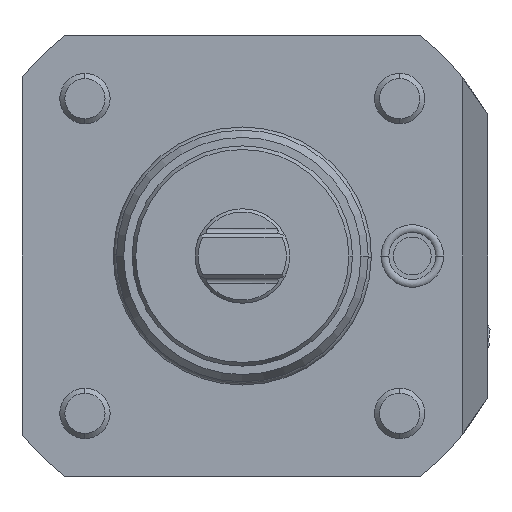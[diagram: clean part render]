
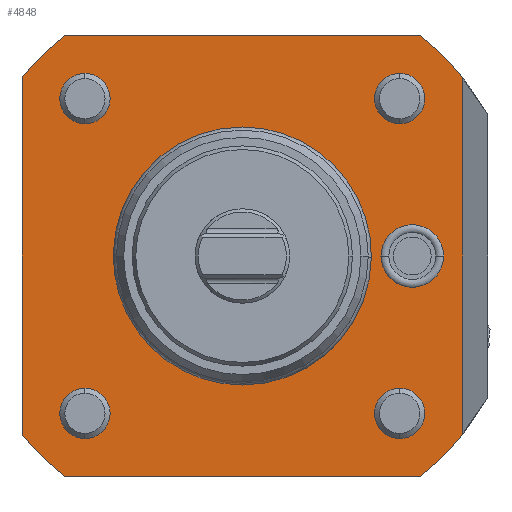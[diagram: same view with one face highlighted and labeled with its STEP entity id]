
A CAD part, front view. The second image highlights one B-rep face of the part: STEP entity #4848.
In plain terms, the highlighted planar face has unit normal (0, -1, 0).
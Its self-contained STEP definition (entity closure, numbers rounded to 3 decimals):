
#1=DIRECTION('',(0.,0.,-1.));
#2=VECTOR('',#1,56.569);
#3=CARTESIAN_POINT('',(35.,0.,28.284));
#4=LINE('',#3,#2);
#5=CARTESIAN_POINT('',(0.,0.,0.));
#6=DIRECTION('',(0.,-1.,0.));
#7=DIRECTION('',(0.629,0.,-0.778));
#8=AXIS2_PLACEMENT_3D('',#5,#6,#7);
#10=DIRECTION('',(1.,0.,0.));
#11=VECTOR('',#10,56.569);
#12=CARTESIAN_POINT('',(-28.284,0.,-35.));
#13=LINE('',#12,#11);
#14=CARTESIAN_POINT('',(0.,0.,0.));
#15=DIRECTION('',(0.,-1.,0.));
#16=DIRECTION('',(-0.778,0.,-0.629));
#17=AXIS2_PLACEMENT_3D('',#14,#15,#16);
#19=DIRECTION('',(0.,0.,-1.));
#20=VECTOR('',#19,56.569);
#21=CARTESIAN_POINT('',(-35.,0.,28.284));
#22=LINE('',#21,#20);
#23=CARTESIAN_POINT('',(0.,0.,0.));
#24=DIRECTION('',(0.,-1.,0.));
#25=DIRECTION('',(-0.629,0.,0.778));
#26=AXIS2_PLACEMENT_3D('',#23,#24,#25);
#28=DIRECTION('',(-1.,0.,0.));
#29=VECTOR('',#28,56.569);
#30=CARTESIAN_POINT('',(28.284,0.,35.));
#31=LINE('',#30,#29);
#32=CARTESIAN_POINT('',(0.,0.,0.));
#33=DIRECTION('',(0.,-1.,0.));
#34=DIRECTION('',(0.778,0.,0.629));
#35=AXIS2_PLACEMENT_3D('',#32,#33,#34);
#3276=CARTESIAN_POINT('',(-25.,0.,-25.));
#3277=DIRECTION('',(0.,1.,0.));
#3278=DIRECTION('',(0.,0.,-1.));
#3279=AXIS2_PLACEMENT_3D('',#3276,#3277,#3278);
#3281=CARTESIAN_POINT('',(-25.,0.,-25.));
#3282=DIRECTION('',(0.,1.,0.));
#3283=DIRECTION('',(0.,0.,1.));
#3284=AXIS2_PLACEMENT_3D('',#3281,#3282,#3283);
#3322=CARTESIAN_POINT('',(25.,0.,-25.));
#3323=DIRECTION('',(0.,1.,0.));
#3324=DIRECTION('',(0.,0.,-1.));
#3325=AXIS2_PLACEMENT_3D('',#3322,#3323,#3324);
#3327=CARTESIAN_POINT('',(25.,0.,-25.));
#3328=DIRECTION('',(0.,1.,0.));
#3329=DIRECTION('',(0.,0.,1.));
#3330=AXIS2_PLACEMENT_3D('',#3327,#3328,#3329);
#3368=CARTESIAN_POINT('',(25.,0.,25.));
#3369=DIRECTION('',(0.,1.,0.));
#3370=DIRECTION('',(0.,0.,-1.));
#3371=AXIS2_PLACEMENT_3D('',#3368,#3369,#3370);
#3373=CARTESIAN_POINT('',(25.,0.,25.));
#3374=DIRECTION('',(0.,1.,0.));
#3375=DIRECTION('',(0.,0.,1.));
#3376=AXIS2_PLACEMENT_3D('',#3373,#3374,#3375);
#3414=CARTESIAN_POINT('',(-25.,0.,25.));
#3415=DIRECTION('',(0.,1.,0.));
#3416=DIRECTION('',(0.,0.,-1.));
#3417=AXIS2_PLACEMENT_3D('',#3414,#3415,#3416);
#3419=CARTESIAN_POINT('',(-25.,0.,25.));
#3420=DIRECTION('',(0.,1.,0.));
#3421=DIRECTION('',(0.,0.,1.));
#3422=AXIS2_PLACEMENT_3D('',#3419,#3420,#3421);
#3465=CARTESIAN_POINT('',(27.,0.,0.));
#3466=DIRECTION('',(0.,1.,0.));
#3467=DIRECTION('',(-1.,0.,0.));
#3468=AXIS2_PLACEMENT_3D('',#3465,#3466,#3467);
#3490=CARTESIAN_POINT('',(27.,0.,0.));
#3491=DIRECTION('',(0.,1.,0.));
#3492=DIRECTION('',(1.,0.,0.));
#3493=AXIS2_PLACEMENT_3D('',#3490,#3491,#3492);
#3518=CARTESIAN_POINT('',(0.,0.,0.));
#3519=DIRECTION('',(0.,1.,0.));
#3520=DIRECTION('',(0.,0.,-1.));
#3521=AXIS2_PLACEMENT_3D('',#3518,#3519,#3520);
#3523=CARTESIAN_POINT('',(0.,0.,0.));
#3524=DIRECTION('',(0.,1.,0.));
#3525=DIRECTION('',(0.,0.,1.));
#3526=AXIS2_PLACEMENT_3D('',#3523,#3524,#3525);
#4650=CARTESIAN_POINT('',(-28.284,0.,-35.));
#4651=CARTESIAN_POINT('',(28.284,0.,-35.));
#4652=VERTEX_POINT('',#4650);
#4653=VERTEX_POINT('',#4651);
#4654=CARTESIAN_POINT('',(-35.,0.,-28.284));
#4655=VERTEX_POINT('',#4654);
#4656=CARTESIAN_POINT('',(-28.284,0.,35.));
#4657=CARTESIAN_POINT('',(-35.,0.,28.284));
#4658=VERTEX_POINT('',#4656);
#4659=VERTEX_POINT('',#4657);
#4660=CARTESIAN_POINT('',(28.284,0.,35.));
#4661=VERTEX_POINT('',#4660);
#4710=CARTESIAN_POINT('',(35.,0.,28.284));
#4711=CARTESIAN_POINT('',(35.,0.,-28.284));
#4712=VERTEX_POINT('',#4710);
#4713=VERTEX_POINT('',#4711);
#4714=CARTESIAN_POINT('',(0.,0.,-19.853));
#4715=CARTESIAN_POINT('',(0.,0.,19.853));
#4716=VERTEX_POINT('',#4714);
#4717=VERTEX_POINT('',#4715);
#4742=CARTESIAN_POINT('',(22.026,0.,0.));
#4743=CARTESIAN_POINT('',(31.974,0.,0.));
#4744=VERTEX_POINT('',#4742);
#4745=VERTEX_POINT('',#4743);
#4746=CARTESIAN_POINT('',(-25.,0.,21.));
#4747=CARTESIAN_POINT('',(-25.,0.,29.));
#4748=VERTEX_POINT('',#4746);
#4749=VERTEX_POINT('',#4747);
#4750=CARTESIAN_POINT('',(25.,0.,21.));
#4751=CARTESIAN_POINT('',(25.,0.,29.));
#4752=VERTEX_POINT('',#4750);
#4753=VERTEX_POINT('',#4751);
#4754=CARTESIAN_POINT('',(25.,0.,-29.));
#4755=CARTESIAN_POINT('',(25.,0.,-21.));
#4756=VERTEX_POINT('',#4754);
#4757=VERTEX_POINT('',#4755);
#4758=CARTESIAN_POINT('',(-25.,0.,-29.));
#4759=CARTESIAN_POINT('',(-25.,0.,-21.));
#4760=VERTEX_POINT('',#4758);
#4761=VERTEX_POINT('',#4759);
#4789=CARTESIAN_POINT('',(0.,0.,0.));
#4790=DIRECTION('',(0.,-1.,0.));
#4791=DIRECTION('',(-1.,0.,0.));
#4792=AXIS2_PLACEMENT_3D('',#4789,#4790,#4791);
#4793=PLANE('',#4792);
#4795=ORIENTED_EDGE('',*,*,#4794,.T.);
#4797=ORIENTED_EDGE('',*,*,#4796,.F.);
#4799=ORIENTED_EDGE('',*,*,#4798,.F.);
#4801=ORIENTED_EDGE('',*,*,#4800,.F.);
#4803=ORIENTED_EDGE('',*,*,#4802,.F.);
#4805=ORIENTED_EDGE('',*,*,#4804,.F.);
#4807=ORIENTED_EDGE('',*,*,#4806,.F.);
#4809=ORIENTED_EDGE('',*,*,#4808,.F.);
#4810=EDGE_LOOP('',(#4795,#4797,#4799,#4801,#4803,#4805,#4807,#4809));
#4811=FACE_OUTER_BOUND('',#4810,.F.);
#4813=ORIENTED_EDGE('',*,*,#4812,.F.);
#4815=ORIENTED_EDGE('',*,*,#4814,.F.);
#4816=EDGE_LOOP('',(#4813,#4815));
#4817=FACE_BOUND('',#4816,.F.);
#4819=ORIENTED_EDGE('',*,*,#4818,.F.);
#4821=ORIENTED_EDGE('',*,*,#4820,.F.);
#4822=EDGE_LOOP('',(#4819,#4821));
#4823=FACE_BOUND('',#4822,.F.);
#4825=ORIENTED_EDGE('',*,*,#4824,.F.);
#4827=ORIENTED_EDGE('',*,*,#4826,.F.);
#4828=EDGE_LOOP('',(#4825,#4827));
#4829=FACE_BOUND('',#4828,.F.);
#4831=ORIENTED_EDGE('',*,*,#4830,.F.);
#4833=ORIENTED_EDGE('',*,*,#4832,.F.);
#4834=EDGE_LOOP('',(#4831,#4833));
#4835=FACE_BOUND('',#4834,.F.);
#4837=ORIENTED_EDGE('',*,*,#4836,.F.);
#4839=ORIENTED_EDGE('',*,*,#4838,.F.);
#4840=EDGE_LOOP('',(#4837,#4839));
#4841=FACE_BOUND('',#4840,.F.);
#4843=ORIENTED_EDGE('',*,*,#4842,.F.);
#4845=ORIENTED_EDGE('',*,*,#4844,.F.);
#4846=EDGE_LOOP('',(#4843,#4845));
#4847=FACE_BOUND('',#4846,.F.);
#9=CIRCLE('',#8,45.);
#18=CIRCLE('',#17,45.);
#27=CIRCLE('',#26,45.);
#36=CIRCLE('',#35,45.);
#3280=CIRCLE('',#3279,4.);
#3285=CIRCLE('',#3284,4.);
#3326=CIRCLE('',#3325,4.);
#3331=CIRCLE('',#3330,4.);
#3372=CIRCLE('',#3371,4.);
#3377=CIRCLE('',#3376,4.);
#3418=CIRCLE('',#3417,4.);
#3423=CIRCLE('',#3422,4.);
#3469=CIRCLE('',#3468,4.974);
#3494=CIRCLE('',#3493,4.974);
#3522=CIRCLE('',#3521,19.853);
#3527=CIRCLE('',#3526,19.853);
#4794=EDGE_CURVE('',#4712,#4713,#4,.T.);
#4796=EDGE_CURVE('',#4653,#4713,#9,.T.);
#4798=EDGE_CURVE('',#4652,#4653,#13,.T.);
#4800=EDGE_CURVE('',#4655,#4652,#18,.T.);
#4802=EDGE_CURVE('',#4659,#4655,#22,.T.);
#4804=EDGE_CURVE('',#4658,#4659,#27,.T.);
#4806=EDGE_CURVE('',#4661,#4658,#31,.T.);
#4808=EDGE_CURVE('',#4712,#4661,#36,.T.);
#4812=EDGE_CURVE('',#4760,#4761,#3280,.T.);
#4814=EDGE_CURVE('',#4761,#4760,#3285,.T.);
#4818=EDGE_CURVE('',#4756,#4757,#3326,.T.);
#4820=EDGE_CURVE('',#4757,#4756,#3331,.T.);
#4824=EDGE_CURVE('',#4752,#4753,#3372,.T.);
#4826=EDGE_CURVE('',#4753,#4752,#3377,.T.);
#4830=EDGE_CURVE('',#4748,#4749,#3418,.T.);
#4832=EDGE_CURVE('',#4749,#4748,#3423,.T.);
#4836=EDGE_CURVE('',#4744,#4745,#3469,.T.);
#4838=EDGE_CURVE('',#4745,#4744,#3494,.T.);
#4842=EDGE_CURVE('',#4716,#4717,#3522,.T.);
#4844=EDGE_CURVE('',#4717,#4716,#3527,.T.);
#4848=ADVANCED_FACE('',(#4811,#4817,#4823,#4829,#4835,#4841,#4847),#4793,.T.);
